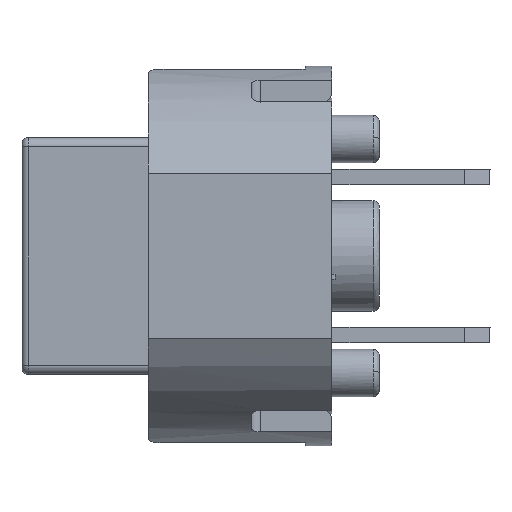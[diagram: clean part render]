
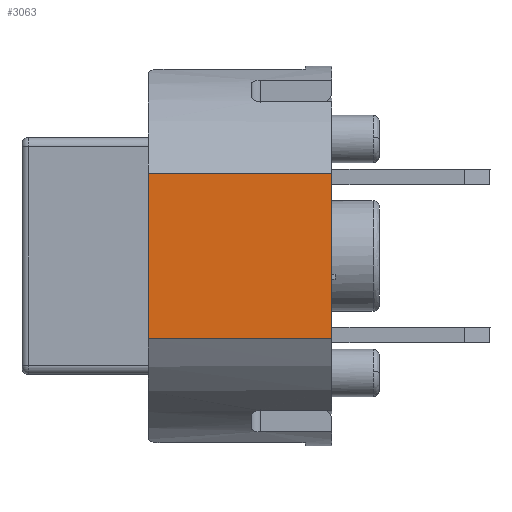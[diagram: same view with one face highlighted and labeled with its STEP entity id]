
A CAD part, left-side view. The second image highlights one B-rep face of the part: STEP entity #3063.
In plain terms, the highlighted planar face has unit normal (-1, 0, 0).
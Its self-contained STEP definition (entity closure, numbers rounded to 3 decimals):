
#445 = EDGE_CURVE ( 'NONE', #2719, #5453, #5529, .T. ) ;
#600 = EDGE_CURVE ( 'NONE', #2719, #3667, #3982, .T. ) ;
#672 = DIRECTION ( 'NONE',  ( 0., 1., 0. ) ) ;
#958 = CARTESIAN_POINT ( 'NONE',  ( -5.4, 0.67, -2.615 ) ) ;
#1075 = ORIENTED_EDGE ( 'NONE', *, *, #3244, .F. ) ;
#1113 = VECTOR ( 'NONE', #1487, 1000. ) ;
#1183 = LINE ( 'NONE', #5633, #3151 ) ;
#1235 = ORIENTED_EDGE ( 'NONE', *, *, #5639, .F. ) ;
#1487 = DIRECTION ( 'NONE',  ( 0., -1., 0. ) ) ;
#1542 = FACE_OUTER_BOUND ( 'NONE', #3642, .T. ) ;
#1649 = LINE ( 'NONE', #3437, #5328 ) ;
#1678 = VECTOR ( 'NONE', #3157, 1000. ) ;
#2719 = VERTEX_POINT ( 'NONE', #4791 ) ;
#2917 = CARTESIAN_POINT ( 'NONE',  ( -5.4, -0.08, 2.615 ) ) ;
#3063 = ADVANCED_FACE ( 'NONE', ( #1542 ), #5630, .T. ) ;
#3083 = ORIENTED_EDGE ( 'NONE', *, *, #600, .T. ) ;
#3151 = VECTOR ( 'NONE', #672, 1000. ) ;
#3157 = DIRECTION ( 'NONE',  ( 0., 0., -1. ) ) ;
#3244 = EDGE_CURVE ( 'NONE', #5453, #5784, #1649, .T. ) ;
#3254 = AXIS2_PLACEMENT_3D ( 'NONE', #4223, #5210, #3324 ) ;
#3324 = DIRECTION ( 'NONE',  ( 0., 0., 1. ) ) ;
#3437 = CARTESIAN_POINT ( 'NONE',  ( -5.4, -5.13, 0. ) ) ;
#3481 = ORIENTED_EDGE ( 'NONE', *, *, #445, .F. ) ;
#3642 = EDGE_LOOP ( 'NONE', ( #1235, #1075, #3481, #3083 ) ) ;
#3667 = VERTEX_POINT ( 'NONE', #5466 ) ;
#3982 = LINE ( 'NONE', #958, #1678 ) ;
#4223 = CARTESIAN_POINT ( 'NONE',  ( -5.4, -0.08, -2.615 ) ) ;
#4436 = CARTESIAN_POINT ( 'NONE',  ( -5.4, -5.13, 2.615 ) ) ;
#4791 = CARTESIAN_POINT ( 'NONE',  ( -5.4, 0.67, 2.615 ) ) ;
#5210 = DIRECTION ( 'NONE',  ( -1., 0., 0. ) ) ;
#5241 = DIRECTION ( 'NONE',  ( 0., 0., -1. ) ) ;
#5268 = CARTESIAN_POINT ( 'NONE',  ( -5.4, -5.13, -2.615 ) ) ;
#5328 = VECTOR ( 'NONE', #5241, 1000. ) ;
#5453 = VERTEX_POINT ( 'NONE', #4436 ) ;
#5466 = CARTESIAN_POINT ( 'NONE',  ( -5.4, 0.67, -2.615 ) ) ;
#5529 = LINE ( 'NONE', #2917, #1113 ) ;
#5630 = PLANE ( 'NONE',  #3254 ) ;
#5633 = CARTESIAN_POINT ( 'NONE',  ( -5.4, -0.08, -2.615 ) ) ;
#5639 = EDGE_CURVE ( 'NONE', #5784, #3667, #1183, .T. ) ;
#5784 = VERTEX_POINT ( 'NONE', #5268 ) ;
